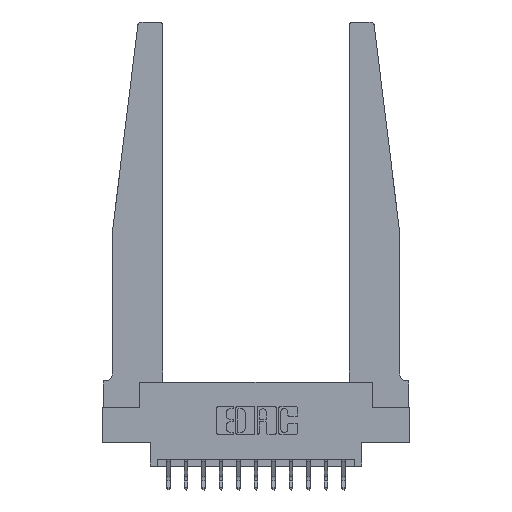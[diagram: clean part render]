
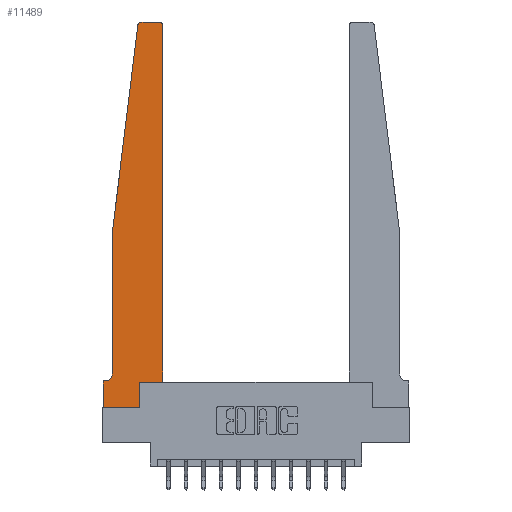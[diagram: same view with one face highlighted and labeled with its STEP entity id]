
A CAD part, top view. The second image highlights one B-rep face of the part: STEP entity #11489.
In plain terms, the highlighted planar face has unit normal (0, 0, 1).
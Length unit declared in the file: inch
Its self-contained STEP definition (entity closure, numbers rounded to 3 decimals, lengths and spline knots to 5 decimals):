
#153 = ORIENTED_EDGE ( 'NONE', *, *, #7488, .T. ) ;
#301 = CARTESIAN_POINT ( 'NONE',  ( 0.2605, 0.18, 0.37 ) ) ;
#340 = CARTESIAN_POINT ( 'NONE',  ( 0., 0.1875, 0.37 ) ) ;
#451 = ORIENTED_EDGE ( 'NONE', *, *, #14299, .T. ) ;
#659 = EDGE_CURVE ( 'NONE', #15884, #9924, #16838, .T. ) ;
#742 = EDGE_CURVE ( 'NONE', #11018, #4206, #9928, .T. ) ;
#1499 = ORIENTED_EDGE ( 'NONE', *, *, #1607, .T. ) ;
#1607 = EDGE_CURVE ( 'NONE', #13957, #7975, #6032, .T. ) ;
#1618 = LINE ( 'NONE', #8266, #9802 ) ;
#1716 = CIRCLE ( 'NONE', #12156, 0.03 ) ;
#1765 = CARTESIAN_POINT ( 'NONE',  ( 0.2605, 0.18, 0.37 ) ) ;
#1933 = ORIENTED_EDGE ( 'NONE', *, *, #7327, .T. ) ;
#1934 = DIRECTION ( 'NONE',  ( 1., 0., 0. ) ) ;
#1940 = CARTESIAN_POINT ( 'NONE',  ( 0.065, 0.2375, 0.37 ) ) ;
#2069 = VECTOR ( 'NONE', #12923, 39.37008 ) ;
#2348 = ORIENTED_EDGE ( 'NONE', *, *, #16231, .T. ) ;
#2828 = ORIENTED_EDGE ( 'NONE', *, *, #742, .T. ) ;
#2840 = DIRECTION ( 'NONE',  ( 1., 0., 0. ) ) ;
#2848 = EDGE_CURVE ( 'NONE', #8028, #4220, #1618, .T. ) ;
#2877 = LINE ( 'NONE', #301, #4577 ) ;
#3007 = DIRECTION ( 'NONE',  ( 1., 0., 0. ) ) ;
#3119 = DIRECTION ( 'NONE',  ( 1., 0., 0. ) ) ;
#3250 = ORIENTED_EDGE ( 'NONE', *, *, #9216, .T. ) ;
#3628 = DIRECTION ( 'NONE',  ( -1., 0., 0. ) ) ;
#3633 = CARTESIAN_POINT ( 'NONE',  ( 0.24675, 2.72367, 0.37 ) ) ;
#3761 = VERTEX_POINT ( 'NONE', #7894 ) ;
#3968 = ORIENTED_EDGE ( 'NONE', *, *, #14416, .T. ) ;
#4206 = VERTEX_POINT ( 'NONE', #8649 ) ;
#4220 = VERTEX_POINT ( 'NONE', #8983 ) ;
#4560 = AXIS2_PLACEMENT_3D ( 'NONE', #14996, #12522, #3007 ) ;
#4577 = VECTOR ( 'NONE', #5568, 39.37008 ) ;
#4959 = DIRECTION ( 'NONE',  ( 0., -1., 0. ) ) ;
#5000 = CARTESIAN_POINT ( 'NONE',  ( 0.015, 0.1875, 0.37 ) ) ;
#5029 = CIRCLE ( 'NONE', #13235, 0.05 ) ;
#5175 = CARTESIAN_POINT ( 'NONE',  ( 0.065, 1.25, 0.37 ) ) ;
#5568 = DIRECTION ( 'NONE',  ( 0., 1., 0. ) ) ;
#5960 = CARTESIAN_POINT ( 'NONE',  ( 0.27653, 2.72, 0.37 ) ) ;
#6032 = LINE ( 'NONE', #11249, #7878 ) ;
#6268 = DIRECTION ( 'NONE',  ( -1., 0., 0. ) ) ;
#7180 = VECTOR ( 'NONE', #4959, 39.37008 ) ;
#7327 = EDGE_CURVE ( 'NONE', #7975, #11018, #5029, .T. ) ;
#7488 = EDGE_CURVE ( 'NONE', #14858, #13957, #11671, .T. ) ;
#7695 = CARTESIAN_POINT ( 'NONE',  ( 0.425, 0.18, 0.37 ) ) ;
#7818 = ORIENTED_EDGE ( 'NONE', *, *, #2848, .T. ) ;
#7878 = VECTOR ( 'NONE', #12288, 39.37008 ) ;
#7894 = CARTESIAN_POINT ( 'NONE',  ( 0.425, 0.18, 0.37 ) ) ;
#7967 = ORIENTED_EDGE ( 'NONE', *, *, #659, .T. ) ;
#7975 = VERTEX_POINT ( 'NONE', #1940 ) ;
#8028 = VERTEX_POINT ( 'NONE', #11653 ) ;
#8266 = CARTESIAN_POINT ( 'NONE',  ( 0., 0., 0.37 ) ) ;
#8293 = LINE ( 'NONE', #13515, #10011 ) ;
#8616 = LINE ( 'NONE', #12392, #9769 ) ;
#8649 = CARTESIAN_POINT ( 'NONE',  ( 0., 0.1875, 0.37 ) ) ;
#8823 = EDGE_CURVE ( 'NONE', #9924, #15698, #8293, .T. ) ;
#8983 = CARTESIAN_POINT ( 'NONE',  ( 0.2605, 0., 0.37 ) ) ;
#9023 = DIRECTION ( 'NONE',  ( 1., 0., 0. ) ) ;
#9216 = EDGE_CURVE ( 'NONE', #4206, #8028, #11560, .T. ) ;
#9289 = PLANE ( 'NONE',  #13532 ) ;
#9703 = CARTESIAN_POINT ( 'NONE',  ( 0.395, 2.75, 0.37 ) ) ;
#9769 = VECTOR ( 'NONE', #3119, 39.37008 ) ;
#9802 = VECTOR ( 'NONE', #2840, 39.37008 ) ;
#9924 = VERTEX_POINT ( 'NONE', #9703 ) ;
#9928 = LINE ( 'NONE', #13947, #16568 ) ;
#9979 = ORIENTED_EDGE ( 'NONE', *, *, #11465, .T. ) ;
#10011 = VECTOR ( 'NONE', #10224, 39.37008 ) ;
#10224 = DIRECTION ( 'NONE',  ( -1., 0., 0. ) ) ;
#11018 = VERTEX_POINT ( 'NONE', #5000 ) ;
#11184 = DIRECTION ( 'NONE',  ( 0., 0., 1. ) ) ;
#11249 = CARTESIAN_POINT ( 'NONE',  ( 0.065, 1.25, 0.37 ) ) ;
#11465 = EDGE_CURVE ( 'NONE', #15698, #14858, #1716, .T. ) ;
#11489 = ADVANCED_FACE ( 'NONE', ( #13147 ), #9289, .T. ) ;
#11560 = LINE ( 'NONE', #15472, #7180 ) ;
#11653 = CARTESIAN_POINT ( 'NONE',  ( 0., 0., 0.37 ) ) ;
#11671 = LINE ( 'NONE', #5175, #12435 ) ;
#12156 = AXIS2_PLACEMENT_3D ( 'NONE', #5960, #11184, #9023 ) ;
#12288 = DIRECTION ( 'NONE',  ( 0., -1., 0. ) ) ;
#12392 = CARTESIAN_POINT ( 'NONE',  ( 0.425, 0.18, 0.37 ) ) ;
#12435 = VECTOR ( 'NONE', #15603, 39.37008 ) ;
#12522 = DIRECTION ( 'NONE',  ( 0., 0., 1. ) ) ;
#12626 = CARTESIAN_POINT ( 'NONE',  ( 0.015, 0.2375, 0.37 ) ) ;
#12708 = ORIENTED_EDGE ( 'NONE', *, *, #8823, .T. ) ;
#12923 = DIRECTION ( 'NONE',  ( 0., 1., 0. ) ) ;
#13109 = LINE ( 'NONE', #7695, #2069 ) ;
#13147 = FACE_OUTER_BOUND ( 'NONE', #14214, .T. ) ;
#13235 = AXIS2_PLACEMENT_3D ( 'NONE', #12626, #16532, #3628 ) ;
#13515 = CARTESIAN_POINT ( 'NONE',  ( 0.25, 2.75, 0.37 ) ) ;
#13532 = AXIS2_PLACEMENT_3D ( 'NONE', #340, #13682, #1934 ) ;
#13682 = DIRECTION ( 'NONE',  ( 0., 0., 1. ) ) ;
#13947 = CARTESIAN_POINT ( 'NONE',  ( 0.065, 0.1875, 0.37 ) ) ;
#13957 = VERTEX_POINT ( 'NONE', #14959 ) ;
#14214 = EDGE_LOOP ( 'NONE', ( #12708, #9979, #153, #1499, #1933, #2828, #3250, #7818, #3968, #2348, #451, #7967 ) ) ;
#14299 = EDGE_CURVE ( 'NONE', #3761, #15884, #13109, .T. ) ;
#14416 = EDGE_CURVE ( 'NONE', #4220, #15362, #2877, .T. ) ;
#14858 = VERTEX_POINT ( 'NONE', #3633 ) ;
#14959 = CARTESIAN_POINT ( 'NONE',  ( 0.065, 1.25, 0.37 ) ) ;
#14996 = CARTESIAN_POINT ( 'NONE',  ( 0.395, 2.72, 0.37 ) ) ;
#15288 = CARTESIAN_POINT ( 'NONE',  ( 0.425, 2.72, 0.37 ) ) ;
#15362 = VERTEX_POINT ( 'NONE', #1765 ) ;
#15472 = CARTESIAN_POINT ( 'NONE',  ( 0., 0., 0.37 ) ) ;
#15603 = DIRECTION ( 'NONE',  ( -0.122, -0.992, 0. ) ) ;
#15647 = CARTESIAN_POINT ( 'NONE',  ( 0.27653, 2.75, 0.37 ) ) ;
#15698 = VERTEX_POINT ( 'NONE', #15647 ) ;
#15884 = VERTEX_POINT ( 'NONE', #15288 ) ;
#16231 = EDGE_CURVE ( 'NONE', #15362, #3761, #8616, .T. ) ;
#16532 = DIRECTION ( 'NONE',  ( 0., 0., -1. ) ) ;
#16568 = VECTOR ( 'NONE', #6268, 39.37008 ) ;
#16838 = CIRCLE ( 'NONE', #4560, 0.03 ) ;
